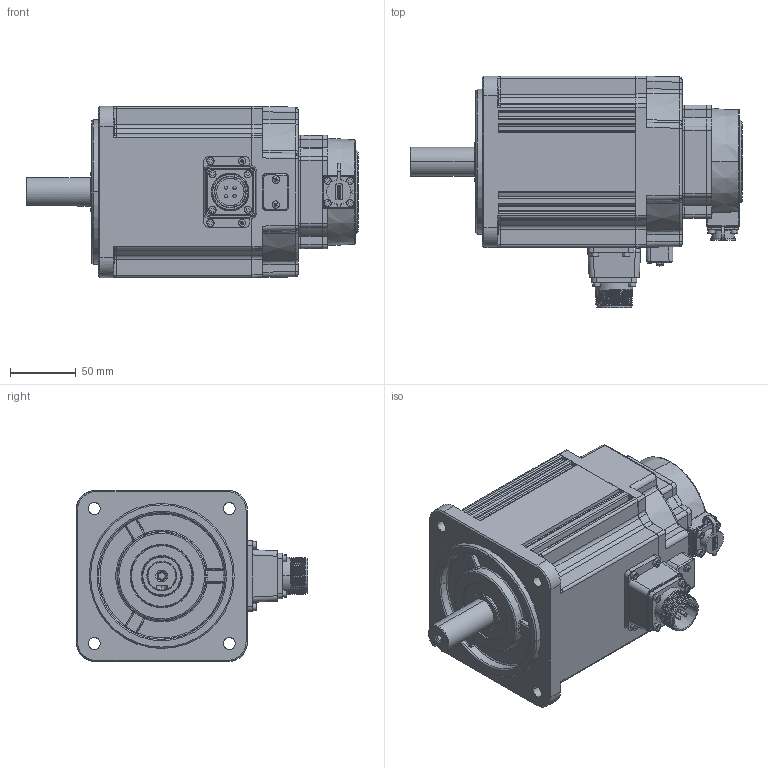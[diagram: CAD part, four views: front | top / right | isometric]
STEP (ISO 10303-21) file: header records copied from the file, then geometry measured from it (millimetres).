
FILE_DESCRIPTION (( 'STEP AP203' ), '1' );
FILE_NAME ('MS6G-130TL15BZ2-21P5.STEP', '2023-03-06T05:43:41', ( '' ), ( '' ), 'SwSTEP 2.0', 'SolidWorks 2016', '' );
FILE_SCHEMA (( 'CONFIG_CONTROL_DESIGN' ));
Length unit declared in the file: millimetre
Products named in the file (1): MS6G-130TL15BZ2-21P5
Bounding box: 252 x 175.9 x 130 mm (x, y, z)
Surface area: 161887.7 mm2 (no closed solid volume)
Topology: 0 solids, 30 shells, 940 faces, 3160 edges, 2216 vertices
Faces by surface type: plane 355, cylinder 322, bspline 116, torus 72, cone 71, sphere 4
Entity records: 47746 total; most frequent: CARTESIAN_POINT 21888, ORIENTED_EDGE 5350, DIRECTION 4968, EDGE_CURVE 3151, VERTEX_POINT 2216, AXIS2_PLACEMENT_3D 1814, LINE 1340, VECTOR 1340
